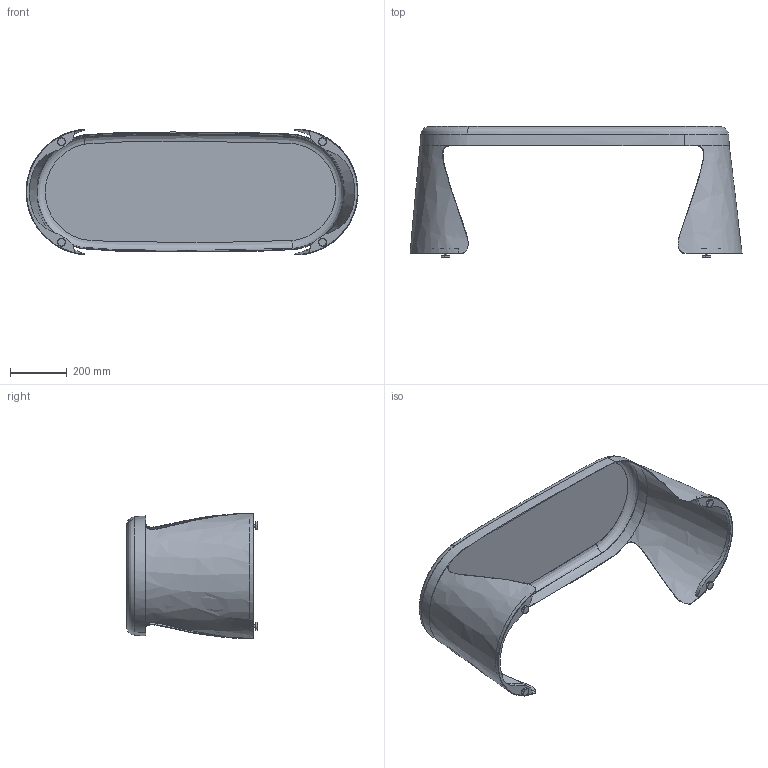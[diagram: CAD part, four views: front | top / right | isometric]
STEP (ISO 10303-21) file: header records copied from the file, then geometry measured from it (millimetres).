
FILE_DESCRIPTION (( 'STEP AP214' ), '1' );
FILE_NAME ('TBB105 STEP.STEP', '2021-05-12T08:48:27', ( '' ), ( '' ), 'SwSTEP 2.0', 'SolidWorks 2020', '' );
FILE_SCHEMA (( 'AUTOMOTIVE_DESIGN' ));
Length unit declared in the file: millimetre
Products named in the file (3): Stelvoet DUPO Ø29 M10x19; TBB105 STEP; TBB105_Domyslna
Assembly tree (5 placements, depth 2):
  TBB105 STEP
    TBB105_Domyslna
    Stelvoet DUPO Ø29 M10x19  x4
Bounding box: 1169.54 x 461.2 x 443.71 mm (x, y, z)
Volume: 3854630.6 mm3; surface area: 1980507.6 mm2
Topology: 5 solids, 5 shells, 216 faces, 586 edges, 386 vertices
Faces by surface type: cylinder 168, bspline 26, plane 22
Entity records: 20982 total; most frequent: CARTESIAN_POINT 18199, ORIENTED_EDGE 506, DIRECTION 443, EDGE_CURVE 253, AXIS2_PLACEMENT_3D 192, VERTEX_POINT 164, CIRCLE 114, EDGE_LOOP 107
